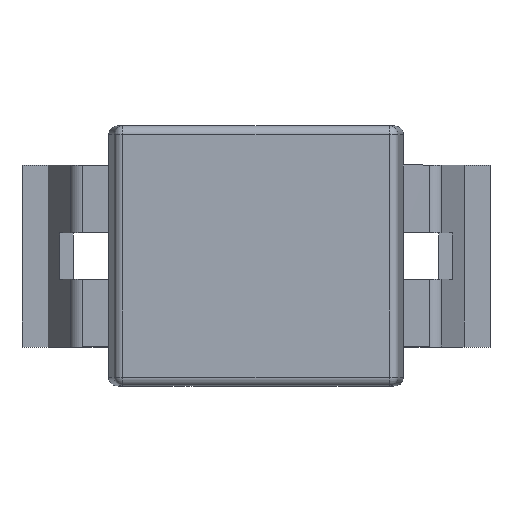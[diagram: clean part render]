
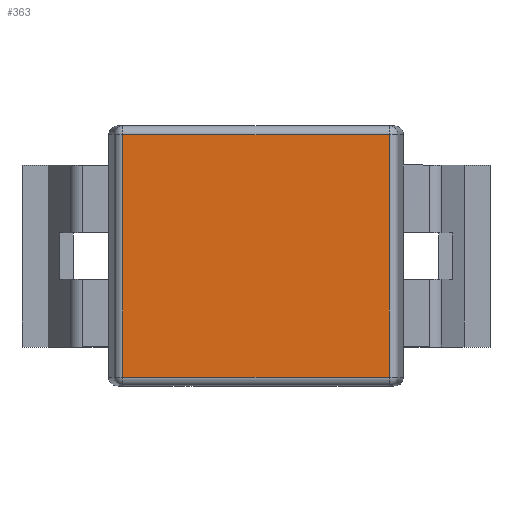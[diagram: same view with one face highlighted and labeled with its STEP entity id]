
A CAD part, top view. The second image highlights one B-rep face of the part: STEP entity #363.
In plain terms, the highlighted planar face has unit normal (0, 0, 1).
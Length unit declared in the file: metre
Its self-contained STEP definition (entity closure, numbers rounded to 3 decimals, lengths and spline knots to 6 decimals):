
#363 = ADVANCED_FACE( '', ( #1044 ), #1045, .F. );
#531 = EDGE_CURVE( '', #1318, #1319, #1320, .T. );
#615 = EDGE_CURVE( '', #1269, #1318, #1434, .T. );
#761 = EDGE_CURVE( '', #1319, #1146, #1624, .T. );
#827 = EDGE_CURVE( '', #1146, #1269, #1706, .T. );
#1044 = FACE_OUTER_BOUND( '', #1956, .T. );
#1045 = PLANE( '', #1957 );
#1146 = VERTEX_POINT( '', #2104 );
#1269 = VERTEX_POINT( '', #2337 );
#1318 = VERTEX_POINT( '', #2412 );
#1319 = VERTEX_POINT( '', #2413 );
#1320 = LINE( '', #2414, #2415 );
#1434 = LINE( '', #2592, #2593 );
#1624 = LINE( '', #2882, #2883 );
#1706 = LINE( '', #3006, #3007 );
#1956 = EDGE_LOOP( '', ( #3423, #3424, #3425, #3426 ) );
#1957 = AXIS2_PLACEMENT_3D( '', #3427, #3428, #3429 );
#2104 = CARTESIAN_POINT( '', ( -0.001537, 0.001419, 0.002083 ) );
#2337 = CARTESIAN_POINT( '', ( 0.001537, 0.001419, 0.002083 ) );
#2412 = CARTESIAN_POINT( '', ( 0.001537, -0.001381, 0.002083 ) );
#2413 = CARTESIAN_POINT( '', ( -0.001537, -0.001381, 0.002083 ) );
#2414 = CARTESIAN_POINT( '', ( -0.00163, -0.001381, 0.002083 ) );
#2415 = VECTOR( '', #3651, 1. );
#2592 = CARTESIAN_POINT( '', ( 0.001537, -0.001481, 0.002083 ) );
#2593 = VECTOR( '', #3838, 1. );
#2882 = CARTESIAN_POINT( '', ( -0.001537, -0.001481, 0.002083 ) );
#2883 = VECTOR( '', #4097, 1. );
#3006 = CARTESIAN_POINT( '', ( -0.00163, 0.001419, 0.002083 ) );
#3007 = VECTOR( '', #4231, 1. );
#3423 = ORIENTED_EDGE( '', *, *, #615, .F. );
#3424 = ORIENTED_EDGE( '', *, *, #827, .F. );
#3425 = ORIENTED_EDGE( '', *, *, #761, .F. );
#3426 = ORIENTED_EDGE( '', *, *, #531, .F. );
#3427 = CARTESIAN_POINT( '', ( -0.00163, -0.001481, 0.002083 ) );
#3428 = DIRECTION( '', ( 0., 0., -1. ) );
#3429 = DIRECTION( '', ( -1., 0., 0. ) );
#3651 = DIRECTION( '', ( -1., 0., 0. ) );
#3838 = DIRECTION( '', ( 0., -1., 0. ) );
#4097 = DIRECTION( '', ( 0., 1., 0. ) );
#4231 = DIRECTION( '', ( 1., 0., 0. ) );
